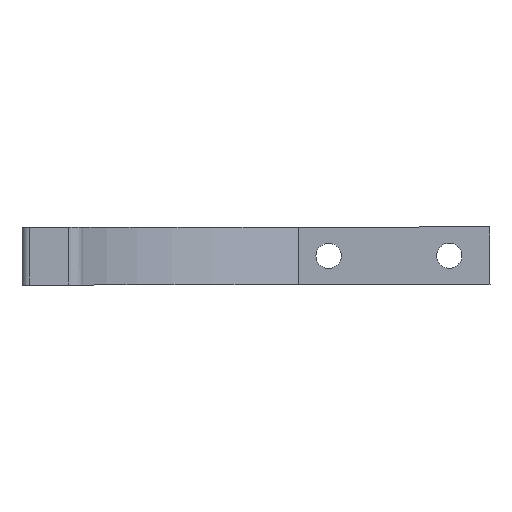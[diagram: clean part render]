
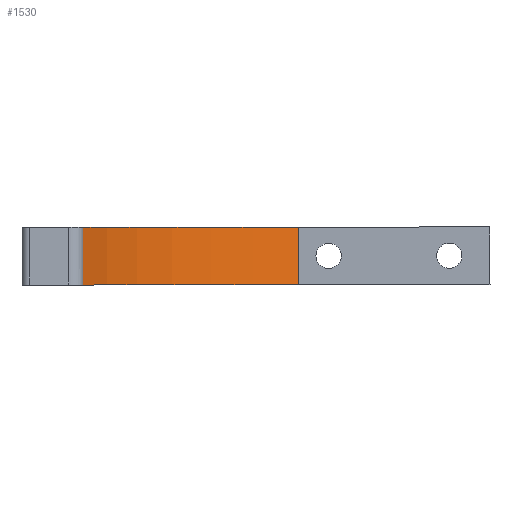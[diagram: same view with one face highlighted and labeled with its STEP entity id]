
A CAD part, front view. The second image highlights one B-rep face of the part: STEP entity #1530.
In plain terms, the highlighted cylindrical face has radius 51.725 mm (diameter 103.45 mm), a partial arc.
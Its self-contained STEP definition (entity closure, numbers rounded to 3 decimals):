
#67 = PLANE('',#68);
#68 = AXIS2_PLACEMENT_3D('',#69,#70,#71);
#69 = CARTESIAN_POINT('',(-36.234,-11.298,2.457)
  );
#70 = DIRECTION('',(-0.001,0.,
    1.));
#71 = DIRECTION('',(1.,0.,0.001));
#194 = PLANE('',#195);
#195 = AXIS2_PLACEMENT_3D('',#196,#197,#198);
#196 = CARTESIAN_POINT('',(-36.224,-11.298,
    -5.543));
#197 = DIRECTION('',(-0.001,0.,
    1.));
#198 = DIRECTION('',(1.,0.,
    0.001));
#484 = VERTEX_POINT('',#485);
#485 = CARTESIAN_POINT('',(-56.534,-31.572,
    2.433));
#499 = PLANE('',#500);
#500 = AXIS2_PLACEMENT_3D('',#501,#502,#503);
#501 = CARTESIAN_POINT('',(-56.534,-31.572,
    2.433));
#502 = DIRECTION('',(1.,0.,
    0.001));
#503 = DIRECTION('',(0.,-1.,0.));
#511 = EDGE_CURVE('',#484,#512,#514,.T.);
#512 = VERTEX_POINT('',#513);
#513 = CARTESIAN_POINT('',(-26.618,-5.56,2.468
    ));
#514 = SURFACE_CURVE('',#515,(#520,#531),.PCURVE_S1.);
#515 = CIRCLE('',#516,51.725);
#516 = AXIS2_PLACEMENT_3D('',#517,#518,#519);
#517 = CARTESIAN_POINT('',(-10.227,-54.619,
    2.488));
#518 = DIRECTION('',(0.001,0.,
    -1.));
#519 = DIRECTION('',(0.317,-0.948,0.)
  );
#520 = PCURVE('',#67,#521);
#521 = DEFINITIONAL_REPRESENTATION('',(#522),#530);
#522 = ( BOUNDED_CURVE() B_SPLINE_CURVE(2,(#523,#524,#525,#526,#527,#528
,#529),.UNSPECIFIED.,.T.,.F.) B_SPLINE_CURVE_WITH_KNOTS((1,2,2,2,2,1),(
    -2.094,0.,2.094,4.189,6.283,
8.378),.UNSPECIFIED.) CURVE() GEOMETRIC_REPRESENTATION_ITEM() 
RATIONAL_B_SPLINE_CURVE((1.,0.5,1.,0.5,1.,0.5,1.)) REPRESENTATION_ITEM(
  '') );
#523 = CARTESIAN_POINT('',(42.397,-92.38));
#524 = CARTESIAN_POINT('',(-42.576,-120.77));
#525 = CARTESIAN_POINT('',(-24.675,-32.986));
#526 = CARTESIAN_POINT('',(-6.775,54.798));
#527 = CARTESIAN_POINT('',(60.298,-4.596));
#528 = CARTESIAN_POINT('',(127.371,-63.991));
#529 = CARTESIAN_POINT('',(42.397,-92.38));
#530 = ( GEOMETRIC_REPRESENTATION_CONTEXT(2) 
PARAMETRIC_REPRESENTATION_CONTEXT() REPRESENTATION_CONTEXT('2D SPACE',''
  ) );
#531 = PCURVE('',#532,#537);
#532 = CYLINDRICAL_SURFACE('',#533,51.725);
#533 = AXIS2_PLACEMENT_3D('',#534,#535,#536);
#534 = CARTESIAN_POINT('',(-10.219,-54.619,
    -4.512));
#535 = DIRECTION('',(-0.001,0.,
    1.));
#536 = DIRECTION('',(0.315,-0.949,0.)
  );
#537 = DEFINITIONAL_REPRESENTATION('',(#538),#541);
#538 = B_SPLINE_CURVE_WITH_KNOTS('',1,(#539,#540),.UNSPECIFIED.,.F.,.F.,
  (2,2),(2.355,3.142),.PIECEWISE_BEZIER_KNOTS.);
#539 = CARTESIAN_POINT('',(3.93,7.));
#540 = CARTESIAN_POINT('',(3.143,7.));
#541 = ( GEOMETRIC_REPRESENTATION_CONTEXT(2) 
PARAMETRIC_REPRESENTATION_CONTEXT() REPRESENTATION_CONTEXT('2D SPACE',''
  ) );
#559 = PLANE('',#560);
#560 = AXIS2_PLACEMENT_3D('',#561,#562,#563);
#561 = CARTESIAN_POINT('',(-13.306,-5.56,
    -1.516));
#562 = DIRECTION('',(0.,1.,0.));
#563 = DIRECTION('',(-1.,0.,
    -0.001));
#1100 = VERTEX_POINT('',#1101);
#1101 = CARTESIAN_POINT('',(-56.524,-31.572,
    -5.567));
#1122 = EDGE_CURVE('',#484,#1100,#1123,.T.);
#1123 = SURFACE_CURVE('',#1124,(#1128,#1135),.PCURVE_S1.);
#1124 = LINE('',#1125,#1126);
#1125 = CARTESIAN_POINT('',(-56.526,-31.572,
    -4.567));
#1126 = VECTOR('',#1127,1.);
#1127 = DIRECTION('',(0.001,0.,
    -1.));
#1128 = PCURVE('',#499,#1129);
#1129 = DEFINITIONAL_REPRESENTATION('',(#1130),#1134);
#1130 = LINE('',#1131,#1132);
#1131 = CARTESIAN_POINT('',(0.,7.));
#1132 = VECTOR('',#1133,1.);
#1133 = DIRECTION('',(0.,1.));
#1134 = ( GEOMETRIC_REPRESENTATION_CONTEXT(2) 
PARAMETRIC_REPRESENTATION_CONTEXT() REPRESENTATION_CONTEXT('2D SPACE',''
  ) );
#1135 = PCURVE('',#532,#1136);
#1136 = DEFINITIONAL_REPRESENTATION('',(#1137),#1140);
#1137 = B_SPLINE_CURVE_WITH_KNOTS('',1,(#1138,#1139),.UNSPECIFIED.,.F.,
  .F.,(2,2),(-7.,1.),.PIECEWISE_BEZIER_KNOTS.);
#1138 = CARTESIAN_POINT('',(3.93,7.));
#1139 = CARTESIAN_POINT('',(3.93,-1.));
#1140 = ( GEOMETRIC_REPRESENTATION_CONTEXT(2) 
PARAMETRIC_REPRESENTATION_CONTEXT() REPRESENTATION_CONTEXT('2D SPACE',''
  ) );
#1291 = VERTEX_POINT('',#1292);
#1292 = CARTESIAN_POINT('',(-26.608,-5.56,
    -5.532));
#1313 = EDGE_CURVE('',#1291,#1100,#1314,.T.);
#1314 = SURFACE_CURVE('',#1315,(#1320,#1327),.PCURVE_S1.);
#1315 = CIRCLE('',#1316,51.725);
#1316 = AXIS2_PLACEMENT_3D('',#1317,#1318,#1319);
#1317 = CARTESIAN_POINT('',(-10.217,-54.619,
    -5.512));
#1318 = DIRECTION('',(-0.001,0.,
    1.));
#1319 = DIRECTION('',(0.962,-0.272,0.001)
  );
#1320 = PCURVE('',#194,#1321);
#1321 = DEFINITIONAL_REPRESENTATION('',(#1322),#1326);
#1322 = CIRCLE('',#1323,51.725);
#1323 = AXIS2_PLACEMENT_2D('',#1324,#1325);
#1324 = CARTESIAN_POINT('',(26.007,-43.321));
#1325 = DIRECTION('',(0.962,-0.272));
#1326 = ( GEOMETRIC_REPRESENTATION_CONTEXT(2) 
PARAMETRIC_REPRESENTATION_CONTEXT() REPRESENTATION_CONTEXT('2D SPACE',''
  ) );
#1327 = PCURVE('',#532,#1328);
#1328 = DEFINITIONAL_REPRESENTATION('',(#1329),#1355);
#1329 = B_SPLINE_CURVE_WITH_KNOTS('',3,(#1330,#1331,#1332,#1333,#1334,
    #1335,#1336,#1337,#1338,#1339,#1340,#1341,#1342,#1343,#1344,#1345,
    #1346,#1347,#1348,#1349,#1350,#1351,#1352,#1353,#1354),
  .UNSPECIFIED.,.F.,.F.,(4,1,1,1,1,1,1,1,1,1,1,1,1,1,1,1,1,1,1,1,1,1,4),
  (2.168,2.204,2.24,2.276,
    2.311,2.347,2.383,2.419,
    2.454,2.49,2.526,2.562,
    2.597,2.633,2.669,2.705,
    2.74,2.776,2.812,2.848,
    2.883,2.919,2.955),.QUASI_UNIFORM_KNOTS.);
#1330 = CARTESIAN_POINT('',(3.143,-1.));
#1331 = CARTESIAN_POINT('',(3.155,-1.));
#1332 = CARTESIAN_POINT('',(3.179,-1.));
#1333 = CARTESIAN_POINT('',(3.215,-1.));
#1334 = CARTESIAN_POINT('',(3.251,-1.));
#1335 = CARTESIAN_POINT('',(3.286,-1.));
#1336 = CARTESIAN_POINT('',(3.322,-1.));
#1337 = CARTESIAN_POINT('',(3.358,-1.));
#1338 = CARTESIAN_POINT('',(3.394,-1.));
#1339 = CARTESIAN_POINT('',(3.429,-1.));
#1340 = CARTESIAN_POINT('',(3.465,-1.));
#1341 = CARTESIAN_POINT('',(3.501,-1.));
#1342 = CARTESIAN_POINT('',(3.537,-1.));
#1343 = CARTESIAN_POINT('',(3.572,-1.));
#1344 = CARTESIAN_POINT('',(3.608,-1.));
#1345 = CARTESIAN_POINT('',(3.644,-1.));
#1346 = CARTESIAN_POINT('',(3.68,-1.));
#1347 = CARTESIAN_POINT('',(3.715,-1.));
#1348 = CARTESIAN_POINT('',(3.751,-1.));
#1349 = CARTESIAN_POINT('',(3.787,-1.));
#1350 = CARTESIAN_POINT('',(3.823,-1.));
#1351 = CARTESIAN_POINT('',(3.858,-1.));
#1352 = CARTESIAN_POINT('',(3.894,-1.));
#1353 = CARTESIAN_POINT('',(3.918,-1.));
#1354 = CARTESIAN_POINT('',(3.93,-1.));
#1355 = ( GEOMETRIC_REPRESENTATION_CONTEXT(2) 
PARAMETRIC_REPRESENTATION_CONTEXT() REPRESENTATION_CONTEXT('2D SPACE',''
  ) );
#1530 = ADVANCED_FACE('',(#1531),#532,.F.);
#1531 = FACE_BOUND('',#1532,.F.);
#1532 = EDGE_LOOP('',(#1533,#1534,#1535,#1578));
#1533 = ORIENTED_EDGE('',*,*,#1122,.F.);
#1534 = ORIENTED_EDGE('',*,*,#511,.T.);
#1535 = ORIENTED_EDGE('',*,*,#1536,.F.);
#1536 = EDGE_CURVE('',#1291,#512,#1537,.T.);
#1537 = SURFACE_CURVE('',#1538,(#1542,#1571),.PCURVE_S1.);
#1538 = LINE('',#1539,#1540);
#1539 = CARTESIAN_POINT('',(-26.609,-5.56,
    -4.532));
#1540 = VECTOR('',#1541,1.);
#1541 = DIRECTION('',(-0.001,0.,
    1.));
#1542 = PCURVE('',#532,#1543);
#1543 = DEFINITIONAL_REPRESENTATION('',(#1544),#1570);
#1544 = B_SPLINE_CURVE_WITH_KNOTS('',3,(#1545,#1546,#1547,#1548,#1549,
    #1550,#1551,#1552,#1553,#1554,#1555,#1556,#1557,#1558,#1559,#1560,
    #1561,#1562,#1563,#1564,#1565,#1566,#1567,#1568,#1569),
  .UNSPECIFIED.,.F.,.F.,(4,1,1,1,1,1,1,1,1,1,1,1,1,1,1,1,1,1,1,1,1,1,4),
  (-1.,-0.636,-0.273,0.091,
    0.455,0.818,1.182,1.545,
    1.909,2.273,2.636,3.,3.364,
    3.727,4.091,4.455,4.818,
    5.182,5.545,5.909,6.273,
    6.636,7.),.UNSPECIFIED.);
#1545 = CARTESIAN_POINT('',(3.143,-1.));
#1546 = CARTESIAN_POINT('',(3.143,-0.879));
#1547 = CARTESIAN_POINT('',(3.143,-0.636));
#1548 = CARTESIAN_POINT('',(3.143,-0.273));
#1549 = CARTESIAN_POINT('',(3.143,0.091));
#1550 = CARTESIAN_POINT('',(3.143,0.455));
#1551 = CARTESIAN_POINT('',(3.143,0.818));
#1552 = CARTESIAN_POINT('',(3.143,1.182));
#1553 = CARTESIAN_POINT('',(3.143,1.545));
#1554 = CARTESIAN_POINT('',(3.143,1.909));
#1555 = CARTESIAN_POINT('',(3.143,2.273));
#1556 = CARTESIAN_POINT('',(3.143,2.636));
#1557 = CARTESIAN_POINT('',(3.143,3.));
#1558 = CARTESIAN_POINT('',(3.143,3.364));
#1559 = CARTESIAN_POINT('',(3.143,3.727));
#1560 = CARTESIAN_POINT('',(3.143,4.091));
#1561 = CARTESIAN_POINT('',(3.143,4.455));
#1562 = CARTESIAN_POINT('',(3.143,4.818));
#1563 = CARTESIAN_POINT('',(3.143,5.182));
#1564 = CARTESIAN_POINT('',(3.143,5.545));
#1565 = CARTESIAN_POINT('',(3.143,5.909));
#1566 = CARTESIAN_POINT('',(3.143,6.273));
#1567 = CARTESIAN_POINT('',(3.143,6.636));
#1568 = CARTESIAN_POINT('',(3.143,6.879));
#1569 = CARTESIAN_POINT('',(3.143,7.));
#1570 = ( GEOMETRIC_REPRESENTATION_CONTEXT(2) 
PARAMETRIC_REPRESENTATION_CONTEXT() REPRESENTATION_CONTEXT('2D SPACE',''
  ) );
#1571 = PCURVE('',#559,#1572);
#1572 = DEFINITIONAL_REPRESENTATION('',(#1573),#1577);
#1573 = LINE('',#1574,#1575);
#1574 = CARTESIAN_POINT('',(13.307,-3.));
#1575 = VECTOR('',#1576,1.);
#1576 = DIRECTION('',(0.,1.));
#1577 = ( GEOMETRIC_REPRESENTATION_CONTEXT(2) 
PARAMETRIC_REPRESENTATION_CONTEXT() REPRESENTATION_CONTEXT('2D SPACE',''
  ) );
#1578 = ORIENTED_EDGE('',*,*,#1313,.T.);
